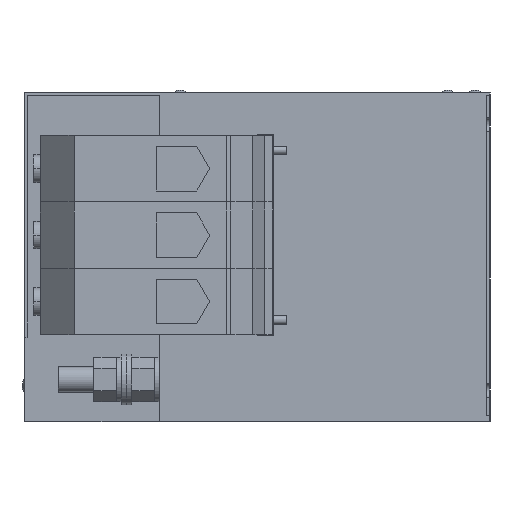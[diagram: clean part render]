
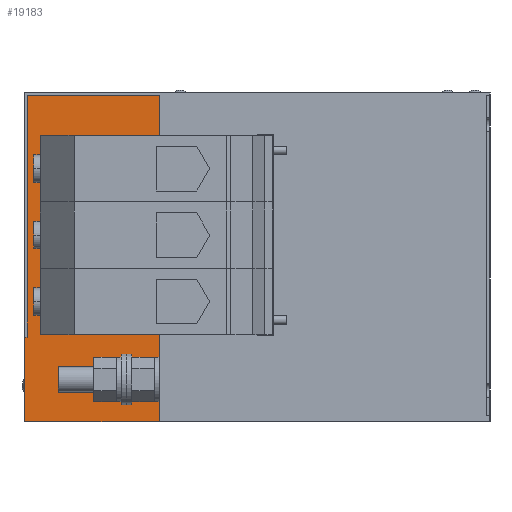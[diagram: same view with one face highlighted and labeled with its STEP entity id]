
A CAD part, left-side view. The second image highlights one B-rep face of the part: STEP entity #19183.
In plain terms, the highlighted planar face has unit normal (-1, 0, 0).
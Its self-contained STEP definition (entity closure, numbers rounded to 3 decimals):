
#165 = VERTEX_POINT ( 'NONE', #15062 ) ;
#290 = EDGE_CURVE ( 'NONE', #165, #26189, #7086, .T. ) ;
#335 = AXIS2_PLACEMENT_3D ( 'NONE', #13135, #22105, #27408 ) ;
#350 = ORIENTED_EDGE ( 'NONE', *, *, #25200, .F. ) ;
#427 = ORIENTED_EDGE ( 'NONE', *, *, #8923, .F. ) ;
#507 = VECTOR ( 'NONE', #11898, 1000. ) ;
#618 = DIRECTION ( 'NONE',  ( 0., 1., 0. ) ) ;
#790 = ORIENTED_EDGE ( 'NONE', *, *, #5453, .F. ) ;
#2685 = EDGE_CURVE ( 'NONE', #7876, #23761, #3194, .T. ) ;
#2968 = VECTOR ( 'NONE', #24154, 1000. ) ;
#3044 = CARTESIAN_POINT ( 'NONE',  ( -171.5, 216.6, -88.25 ) ) ;
#3190 = CARTESIAN_POINT ( 'NONE',  ( -171.5, 199.154, -37.194 ) ) ;
#3194 = LINE ( 'NONE', #3044, #507 ) ;
#3462 = ORIENTED_EDGE ( 'NONE', *, *, #25004, .T. ) ;
#3607 = EDGE_CURVE ( 'NONE', #16907, #14292, #8216, .T. ) ;
#3621 = CARTESIAN_POINT ( 'NONE',  ( -171.5, 154.393, 56.702 ) ) ;
#3760 = CARTESIAN_POINT ( 'NONE',  ( -171.5, 199.152, 56.706 ) ) ;
#4134 = PLANE ( 'NONE',  #335 ) ;
#4189 = LINE ( 'NONE', #17762, #6475 ) ;
#4334 = CARTESIAN_POINT ( 'NONE',  ( -171.5, 199.156, -38.247 ) ) ;
#4454 = VECTOR ( 'NONE', #26551, 1000. ) ;
#4710 = DIRECTION ( 'NONE',  ( 0., -1., 0. ) ) ;
#4720 = VECTOR ( 'NONE', #14167, 1000. ) ;
#5058 = CARTESIAN_POINT ( 'NONE',  ( -171.5, 199.152, 25.406 ) ) ;
#5453 = EDGE_CURVE ( 'NONE', #23761, #28461, #9076, .T. ) ;
#6025 = DIRECTION ( 'NONE',  ( 0., 1., 0. ) ) ;
#6278 = DIRECTION ( 'NONE',  ( 0., -1., 0. ) ) ;
#6475 = VECTOR ( 'NONE', #26448, 1000. ) ;
#6716 = LINE ( 'NONE', #13353, #15547 ) ;
#6865 = CARTESIAN_POINT ( 'NONE',  ( -171.5, 154.4, 75.75 ) ) ;
#7086 = LINE ( 'NONE', #24781, #4720 ) ;
#7220 = VERTEX_POINT ( 'NONE', #27981 ) ;
#7661 = CARTESIAN_POINT ( 'NONE',  ( -171.5, 154.4, -38.25 ) ) ;
#7876 = VERTEX_POINT ( 'NONE', #18347 ) ;
#8035 = LINE ( 'NONE', #3621, #26174 ) ;
#8109 = VECTOR ( 'NONE', #4710, 1000. ) ;
#8216 = LINE ( 'NONE', #21781, #17039 ) ;
#8828 = VERTEX_POINT ( 'NONE', #18829 ) ;
#8923 = EDGE_CURVE ( 'NONE', #15801, #165, #6716, .T. ) ;
#9076 = LINE ( 'NONE', #6865, #9820 ) ;
#9150 = LINE ( 'NONE', #26975, #8109 ) ;
#9820 = VECTOR ( 'NONE', #24845, 1000. ) ;
#10250 = VERTEX_POINT ( 'NONE', #5058 ) ;
#10357 = VECTOR ( 'NONE', #20695, 1000. ) ;
#10584 = LINE ( 'NONE', #7661, #20565 ) ;
#10586 = LINE ( 'NONE', #24300, #2968 ) ;
#11725 = ORIENTED_EDGE ( 'NONE', *, *, #14595, .F. ) ;
#11898 = DIRECTION ( 'NONE',  ( 0., 0., 1. ) ) ;
#11963 = VECTOR ( 'NONE', #18263, 1000. ) ;
#12619 = DIRECTION ( 'NONE',  ( 0., -1., 0. ) ) ;
#13016 = CARTESIAN_POINT ( 'NONE',  ( -171.5, 217.6, -38.25 ) ) ;
#13135 = CARTESIAN_POINT ( 'NONE',  ( -171.5, 154.4, -38.25 ) ) ;
#13178 = ORIENTED_EDGE ( 'NONE', *, *, #21693, .F. ) ;
#13181 = CARTESIAN_POINT ( 'NONE',  ( -171.5, 216.6, 75.75 ) ) ;
#13353 = CARTESIAN_POINT ( 'NONE',  ( -171.5, 154.397, -5.898 ) ) ;
#13362 = ORIENTED_EDGE ( 'NONE', *, *, #19364, .T. ) ;
#13528 = VERTEX_POINT ( 'NONE', #16609 ) ;
#14136 = ORIENTED_EDGE ( 'NONE', *, *, #290, .F. ) ;
#14167 = DIRECTION ( 'NONE',  ( 0., 0., -1. ) ) ;
#14292 = VERTEX_POINT ( 'NONE', #18749 ) ;
#14595 = EDGE_CURVE ( 'NONE', #7220, #14980, #4189, .T. ) ;
#14785 = EDGE_CURVE ( 'NONE', #10250, #15801, #22916, .T. ) ;
#14790 = ORIENTED_EDGE ( 'NONE', *, *, #3607, .F. ) ;
#14980 = VERTEX_POINT ( 'NONE', #15373 ) ;
#15062 = CARTESIAN_POINT ( 'NONE',  ( -171.5, 199.152, -5.894 ) ) ;
#15224 = VERTEX_POINT ( 'NONE', #18752 ) ;
#15373 = CARTESIAN_POINT ( 'NONE',  ( -171.5, 154.4, -78.25 ) ) ;
#15547 = VECTOR ( 'NONE', #6278, 1000. ) ;
#15801 = VERTEX_POINT ( 'NONE', #25929 ) ;
#15873 = CARTESIAN_POINT ( 'NONE',  ( -171.5, 154.4, 75.75 ) ) ;
#16392 = CARTESIAN_POINT ( 'NONE',  ( -171.5, 154.4, -78.25 ) ) ;
#16609 = CARTESIAN_POINT ( 'NONE',  ( -171.5, 217.6, -78.25 ) ) ;
#16907 = VERTEX_POINT ( 'NONE', #3760 ) ;
#17039 = VECTOR ( 'NONE', #26210, 1000. ) ;
#17762 = CARTESIAN_POINT ( 'NONE',  ( -171.5, 154.4, -38.25 ) ) ;
#17978 = ORIENTED_EDGE ( 'NONE', *, *, #21452, .F. ) ;
#18263 = DIRECTION ( 'NONE',  ( 0., 0., -1. ) ) ;
#18347 = CARTESIAN_POINT ( 'NONE',  ( -171.5, 216.6, -38.25 ) ) ;
#18749 = CARTESIAN_POINT ( 'NONE',  ( -171.5, 199.154, 25.406 ) ) ;
#18752 = CARTESIAN_POINT ( 'NONE',  ( -171.5, 217.6, -38.25 ) ) ;
#18829 = CARTESIAN_POINT ( 'NONE',  ( -171.5, 154.4, 56.702 ) ) ;
#19068 = VECTOR ( 'NONE', #618, 1000. ) ;
#19183 = ADVANCED_FACE ( 'NONE', ( #24332 ), #4134, .F. ) ;
#19364 = EDGE_CURVE ( 'NONE', #7876, #15224, #10584, .T. ) ;
#20249 = ORIENTED_EDGE ( 'NONE', *, *, #24200, .F. ) ;
#20461 = LINE ( 'NONE', #27384, #11963 ) ;
#20565 = VECTOR ( 'NONE', #6025, 1000. ) ;
#20695 = DIRECTION ( 'NONE',  ( 0., 0., -1. ) ) ;
#21452 = EDGE_CURVE ( 'NONE', #26189, #7220, #9150, .T. ) ;
#21693 = EDGE_CURVE ( 'NONE', #14292, #10250, #10586, .T. ) ;
#21781 = CARTESIAN_POINT ( 'NONE',  ( -171.5, 199.159, -38.247 ) ) ;
#21993 = EDGE_LOOP ( 'NONE', ( #14790, #25510, #20249, #790, #24062, #13362, #3462, #350, #11725, #17978, #14136, #427, #23962, #13178 ) ) ;
#22105 = DIRECTION ( 'NONE',  ( 1., 0., 0. ) ) ;
#22274 = LINE ( 'NONE', #13016, #4454 ) ;
#22916 = LINE ( 'NONE', #4334, #10357 ) ;
#23761 = VERTEX_POINT ( 'NONE', #13181 ) ;
#23962 = ORIENTED_EDGE ( 'NONE', *, *, #14785, .F. ) ;
#24062 = ORIENTED_EDGE ( 'NONE', *, *, #2685, .F. ) ;
#24154 = DIRECTION ( 'NONE',  ( 0., -1., 0. ) ) ;
#24200 = EDGE_CURVE ( 'NONE', #28461, #8828, #20461, .T. ) ;
#24300 = CARTESIAN_POINT ( 'NONE',  ( -171.5, 154.395, 25.402 ) ) ;
#24332 = FACE_OUTER_BOUND ( 'NONE', #21993, .T. ) ;
#24781 = CARTESIAN_POINT ( 'NONE',  ( -171.5, 199.154, -38.247 ) ) ;
#24845 = DIRECTION ( 'NONE',  ( 0., -1., 0. ) ) ;
#25004 = EDGE_CURVE ( 'NONE', #15224, #13528, #22274, .T. ) ;
#25200 = EDGE_CURVE ( 'NONE', #14980, #13528, #27274, .T. ) ;
#25510 = ORIENTED_EDGE ( 'NONE', *, *, #26297, .T. ) ;
#25929 = CARTESIAN_POINT ( 'NONE',  ( -171.5, 199.154, -5.894 ) ) ;
#26174 = VECTOR ( 'NONE', #12619, 1000. ) ;
#26189 = VERTEX_POINT ( 'NONE', #3190 ) ;
#26210 = DIRECTION ( 'NONE',  ( 0., 0., -1. ) ) ;
#26297 = EDGE_CURVE ( 'NONE', #16907, #8828, #8035, .T. ) ;
#26448 = DIRECTION ( 'NONE',  ( 0., 0., -1. ) ) ;
#26551 = DIRECTION ( 'NONE',  ( 0., 0., -1. ) ) ;
#26975 = CARTESIAN_POINT ( 'NONE',  ( -171.5, 154.4, -37.198 ) ) ;
#27274 = LINE ( 'NONE', #16392, #19068 ) ;
#27384 = CARTESIAN_POINT ( 'NONE',  ( -171.5, 154.4, -38.25 ) ) ;
#27408 = DIRECTION ( 'NONE',  ( 0., 0., -1. ) ) ;
#27981 = CARTESIAN_POINT ( 'NONE',  ( -171.5, 154.4, -37.198 ) ) ;
#28461 = VERTEX_POINT ( 'NONE', #15873 ) ;
